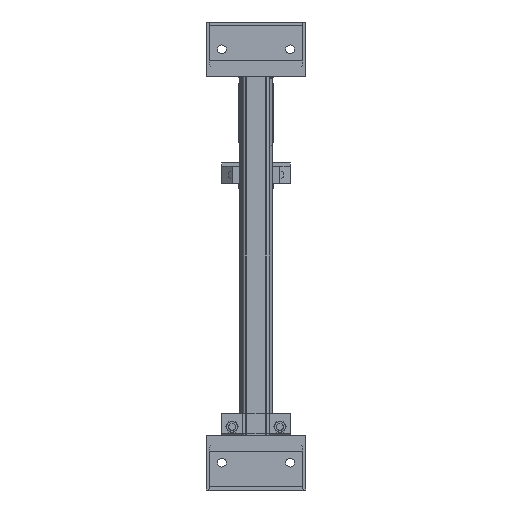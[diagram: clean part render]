
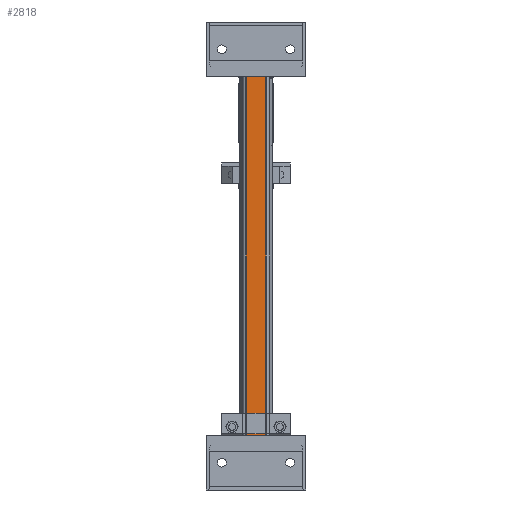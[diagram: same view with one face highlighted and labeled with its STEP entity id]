
A CAD part, left-side view. The second image highlights one B-rep face of the part: STEP entity #2818.
In plain terms, the highlighted face is planar.
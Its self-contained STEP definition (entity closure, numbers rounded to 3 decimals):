
#2818=ADVANCED_FACE('',(#5008),#5009,.T.);
#5008=FACE_OUTER_BOUND('',#10678,.T.);
#5009=PLANE('',#10679);
#10678=EDGE_LOOP('',(#16548,#16549,#16550,#16551));
#10679=AXIS2_PLACEMENT_3D('',#16552,#16553,#16554);
#16548=ORIENTED_EDGE('',*,*,#19719,.T.);
#16549=ORIENTED_EDGE('',*,*,#19380,.F.);
#16550=ORIENTED_EDGE('',*,*,#19720,.T.);
#16551=ORIENTED_EDGE('',*,*,#19721,.T.);
#16552=CARTESIAN_POINT('',(0.,20.,0.));
#16553=DIRECTION('',(0.,1.,0.));
#16554=DIRECTION('',(-1.,0.,0.));
#19380=EDGE_CURVE('',#21663,#21658,#21665,.T.);
#19719=EDGE_CURVE('',#22129,#21658,#22130,.T.);
#19720=EDGE_CURVE('',#21663,#22131,#22132,.T.);
#19721=EDGE_CURVE('',#22131,#22129,#22133,.T.);
#21658=VERTEX_POINT('',#27187);
#21663=VERTEX_POINT('',#27193);
#21665=LINE('',#27195,#27196);
#22129=VERTEX_POINT('',#28489);
#22130=LINE('',#28490,#28491);
#22131=VERTEX_POINT('',#28492);
#22132=LINE('',#28493,#28494);
#22133=LINE('',#28495,#28496);
#27187=CARTESIAN_POINT('',(14.,20.,525.));
#27193=CARTESIAN_POINT('',(14.,20.,0.));
#27195=CARTESIAN_POINT('',(14.,20.,0.));
#27196=VECTOR('',#30856,1.);
#28489=CARTESIAN_POINT('',(-14.,20.,525.));
#28490=CARTESIAN_POINT('',(14.,20.,525.));
#28491=VECTOR('',#31231,1.);
#28492=CARTESIAN_POINT('',(-14.,20.,0.));
#28493=CARTESIAN_POINT('',(14.,20.,0.));
#28494=VECTOR('',#31232,1.);
#28495=CARTESIAN_POINT('',(-14.,20.,0.));
#28496=VECTOR('',#31233,1.);
#30856=DIRECTION('',(0.,0.,1.));
#31231=DIRECTION('',(1.,0.,0.));
#31232=DIRECTION('',(-1.,0.,0.));
#31233=DIRECTION('',(0.,0.,1.));
